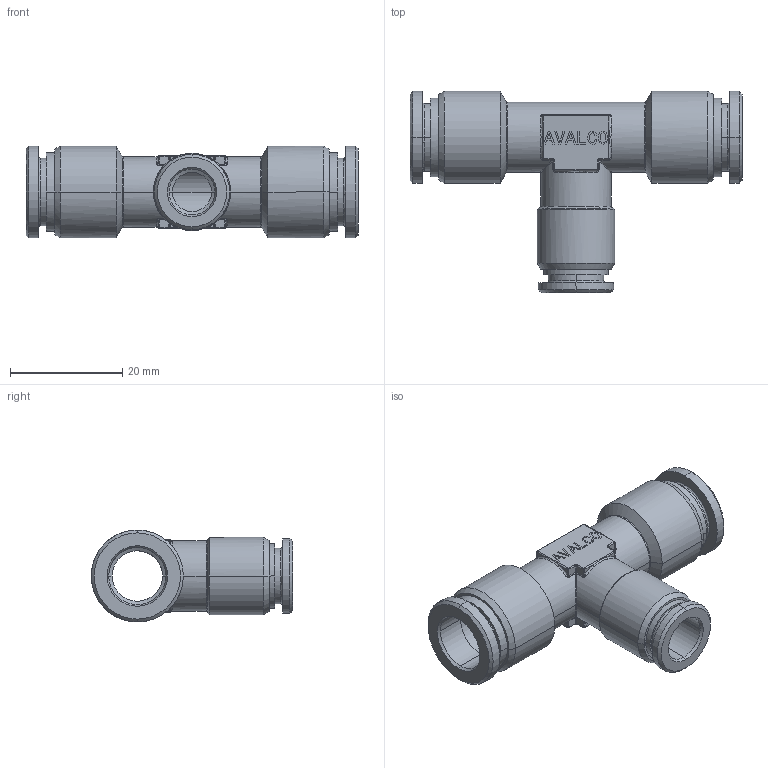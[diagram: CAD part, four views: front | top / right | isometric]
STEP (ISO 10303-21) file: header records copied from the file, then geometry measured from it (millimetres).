
FILE_DESCRIPTION(('CATIA V5 STEP Exchange'),'2;1');
FILE_NAME('PR540B-10-08.stp','2018-04-14T15:12:17+00:00',('none'),('none'),'CATIA Version 5 Release 21 GA (IN-10)','CATIA V5 STEP AP203','none');
FILE_SCHEMA(('CONFIG_CONTROL_DESIGN'));
Length unit declared in the file: millimetre
Products named in the file (1): PR540B-10-08
Bounding box: 59.2 x 35.9 x 16.4 mm (x, y, z)
Volume: 6978.6 mm3; surface area: 7386.6 mm2
Topology: 1 solids, 1 shells, 479 faces, 1188 edges, 744 vertices
Faces by surface type: plane 267, cylinder 94, cone 44, torus 40, bspline 22, sphere 12
Entity records: 16111 total; most frequent: CARTESIAN_POINT 5338, ORIENTED_EDGE 2376, DIRECTION 1865, EDGE_CURVE 1188, VECTOR 810, LINE 810, VERTEX_POINT 744, AXIS2_PLACEMENT_3D 641
